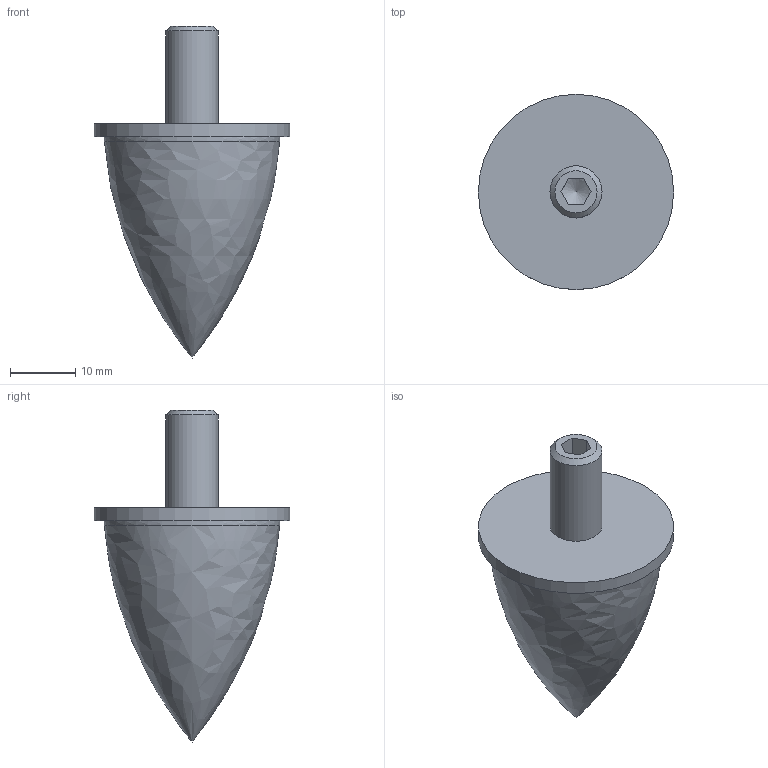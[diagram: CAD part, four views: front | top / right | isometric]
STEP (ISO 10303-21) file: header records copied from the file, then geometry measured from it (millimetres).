
FILE_DESCRIPTION(/* description */ ('KriTec Parabel-Puffer d30x36 M8 mit Aussengewinde'),/* implementation_level */ '2;1');
FILE_NAME(/* name */ '11391_KriTec_Parabel_Puffer_d30x36_M8_mit_Aussengewinde.stp',/* time_stamp */ '2019-02-28T13:08:12+01:00',/* author */ ('jendrek'),/* organization */ (''),/* preprocessor_version */ 'ST-DEVELOPER v17',/* originating_system */ 'Autodesk Inventor 2018',/* authorisation */ '');
FILE_SCHEMA (('AUTOMOTIVE_DESIGN { 1 0 10303 214 3 1 1 }'));
Length unit declared in the file: millimetre
Products named in the file (3): 11391; 1; ISO 4026 - M8 x 20 - A1-12H
Assembly tree (2 placements, depth 2):
  11391
    1
    ISO 4026 - M8 x 20 - A1-12H
Bounding box: 30 x 30 x 51 mm (x, y, z)
Volume: 11858.6 mm3; surface area: 3915.8 mm2
Topology: 2 solids, 2 shells, 22 faces, 50 edges, 33 vertices
Faces by surface type: plane 11, cone 5, cylinder 4, bspline 2
Full cylindrical faces by diameter (mm): 6.49 x1, 6.5 x1, 8 x1, 30 x1
Entity records: 802 total; most frequent: CARTESIAN_POINT 173, DIRECTION 109, ORIENTED_EDGE 94, EDGE_CURVE 47, AXIS2_PLACEMENT_3D 44, VERTEX_POINT 33, EDGE_LOOP 26, FACE_OUTER_BOUND 22
